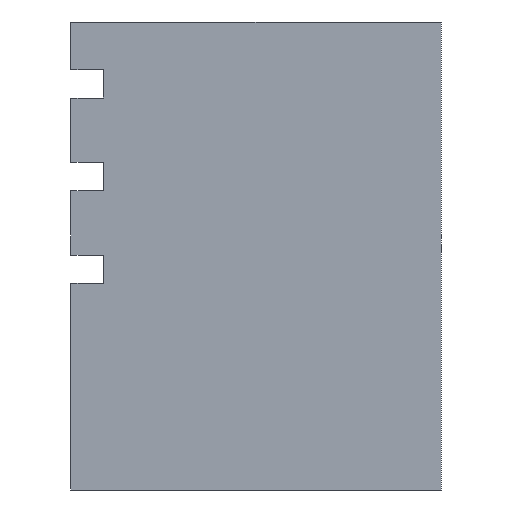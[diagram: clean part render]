
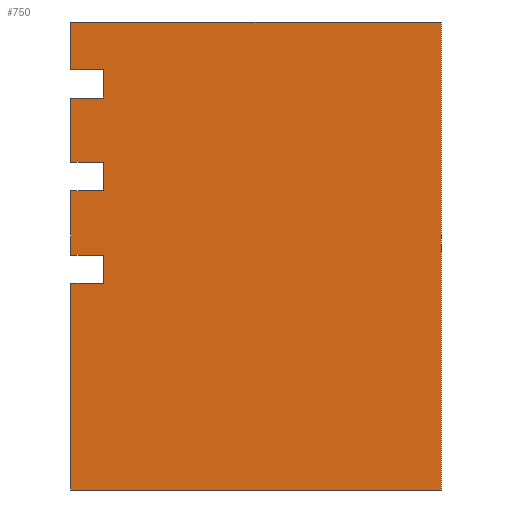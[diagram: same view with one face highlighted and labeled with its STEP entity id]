
A CAD part, front view. The second image highlights one B-rep face of the part: STEP entity #750.
In plain terms, the highlighted planar face has unit normal (0, -1, 0).
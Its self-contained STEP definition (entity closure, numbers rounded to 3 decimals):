
#52=FACE_OUTER_BOUND('',#94,.T.);
#94=EDGE_LOOP('',(#632,#633,#634,#635,#636,#637,#638,#639,#640,#641,#642,
#643,#644,#645,#646,#647));
#171=LINE('',#1150,#273);
#173=LINE('',#1155,#275);
#176=LINE('',#1161,#278);
#179=LINE('',#1166,#281);
#181=LINE('',#1171,#283);
#184=LINE('',#1177,#286);
#187=LINE('',#1182,#289);
#189=LINE('',#1184,#291);
#192=LINE('',#1187,#294);
#193=LINE('',#1190,#295);
#195=LINE('',#1193,#297);
#196=LINE('',#1194,#298);
#197=LINE('',#1196,#299);
#198=LINE('',#1198,#300);
#199=LINE('',#1200,#301);
#200=LINE('',#1201,#302);
#273=VECTOR('',#939,10.);
#275=VECTOR('',#943,10.);
#278=VECTOR('',#948,10.);
#281=VECTOR('',#953,10.);
#283=VECTOR('',#957,10.);
#286=VECTOR('',#962,10.);
#289=VECTOR('',#967,10.);
#291=VECTOR('',#969,10.);
#294=VECTOR('',#972,10.);
#295=VECTOR('',#975,10.);
#297=VECTOR('',#979,10.);
#298=VECTOR('',#980,10.);
#299=VECTOR('',#981,10.);
#300=VECTOR('',#982,10.);
#301=VECTOR('',#983,10.);
#302=VECTOR('',#984,10.);
#358=VERTEX_POINT('',#1147);
#359=VERTEX_POINT('',#1149);
#360=VERTEX_POINT('',#1153);
#361=VERTEX_POINT('',#1154);
#362=VERTEX_POINT('',#1159);
#363=VERTEX_POINT('',#1160);
#364=VERTEX_POINT('',#1165);
#365=VERTEX_POINT('',#1169);
#366=VERTEX_POINT('',#1170);
#367=VERTEX_POINT('',#1175);
#368=VERTEX_POINT('',#1176);
#369=VERTEX_POINT('',#1181);
#370=VERTEX_POINT('',#1189);
#371=VERTEX_POINT('',#1195);
#372=VERTEX_POINT('',#1197);
#373=VERTEX_POINT('',#1199);
#443=EDGE_CURVE('',#358,#359,#171,.T.);
#445=EDGE_CURVE('',#360,#361,#173,.T.);
#448=EDGE_CURVE('',#362,#363,#176,.T.);
#451=EDGE_CURVE('',#364,#359,#179,.T.);
#453=EDGE_CURVE('',#365,#366,#181,.T.);
#456=EDGE_CURVE('',#367,#368,#184,.T.);
#459=EDGE_CURVE('',#369,#367,#187,.T.);
#461=EDGE_CURVE('',#361,#362,#189,.T.);
#464=EDGE_CURVE('',#366,#364,#192,.T.);
#465=EDGE_CURVE('',#370,#369,#193,.T.);
#467=EDGE_CURVE('',#370,#363,#195,.T.);
#468=EDGE_CURVE('',#365,#368,#196,.T.);
#469=EDGE_CURVE('',#371,#358,#197,.T.);
#470=EDGE_CURVE('',#372,#371,#198,.T.);
#471=EDGE_CURVE('',#373,#372,#199,.T.);
#472=EDGE_CURVE('',#360,#373,#200,.T.);
#632=ORIENTED_EDGE('',*,*,#445,.T.);
#633=ORIENTED_EDGE('',*,*,#461,.T.);
#634=ORIENTED_EDGE('',*,*,#448,.T.);
#635=ORIENTED_EDGE('',*,*,#467,.F.);
#636=ORIENTED_EDGE('',*,*,#465,.T.);
#637=ORIENTED_EDGE('',*,*,#459,.T.);
#638=ORIENTED_EDGE('',*,*,#456,.T.);
#639=ORIENTED_EDGE('',*,*,#468,.F.);
#640=ORIENTED_EDGE('',*,*,#453,.T.);
#641=ORIENTED_EDGE('',*,*,#464,.T.);
#642=ORIENTED_EDGE('',*,*,#451,.T.);
#643=ORIENTED_EDGE('',*,*,#443,.F.);
#644=ORIENTED_EDGE('',*,*,#469,.F.);
#645=ORIENTED_EDGE('',*,*,#470,.F.);
#646=ORIENTED_EDGE('',*,*,#471,.F.);
#647=ORIENTED_EDGE('',*,*,#472,.F.);
#711=PLANE('',#812);
#750=ADVANCED_FACE('',(#52),#711,.F.);
#812=AXIS2_PLACEMENT_3D('',#1192,#977,#978);
#939=DIRECTION('',(0.,0.,1.));
#943=DIRECTION('',(1.,0.,0.));
#948=DIRECTION('',(-1.,0.,0.));
#953=DIRECTION('',(-1.,0.,0.));
#957=DIRECTION('',(1.,0.,0.));
#962=DIRECTION('',(-1.,0.,0.));
#967=DIRECTION('',(0.,0.,-1.));
#969=DIRECTION('',(0.,0.,-1.));
#972=DIRECTION('',(0.,0.,-1.));
#975=DIRECTION('',(1.,0.,0.));
#977=DIRECTION('center_axis',(0.,1.,0.));
#978=DIRECTION('ref_axis',(0.,0.,1.));
#979=DIRECTION('',(0.,0.,1.));
#980=DIRECTION('',(0.,0.,1.));
#981=DIRECTION('',(-1.,0.,0.));
#982=DIRECTION('',(0.,0.,-1.));
#983=DIRECTION('',(1.,0.,0.));
#984=DIRECTION('',(0.,0.,1.));
#1147=CARTESIAN_POINT('',(-78.5,0.,-105.6));
#1149=CARTESIAN_POINT('',(-78.5,0.,-12.4));
#1150=CARTESIAN_POINT('',(-78.5,0.,-95.6));
#1153=CARTESIAN_POINT('',(-78.5,0.,84.1));
#1154=CARTESIAN_POINT('',(-64.,0.,84.1));
#1155=CARTESIAN_POINT('',(-33.,0.,84.1));
#1159=CARTESIAN_POINT('',(-64.,0.,71.3));
#1160=CARTESIAN_POINT('',(-78.5,0.,71.3));
#1161=CARTESIAN_POINT('',(-40.25,0.,71.3));
#1165=CARTESIAN_POINT('',(-64.,0.,-12.4));
#1166=CARTESIAN_POINT('',(-40.25,0.,-12.4));
#1169=CARTESIAN_POINT('',(-78.5,0.,0.4));
#1170=CARTESIAN_POINT('',(-64.,0.,0.4));
#1171=CARTESIAN_POINT('',(-33.,0.,0.4));
#1175=CARTESIAN_POINT('',(-64.,0.,29.45));
#1176=CARTESIAN_POINT('',(-78.5,0.,29.45));
#1177=CARTESIAN_POINT('',(-40.25,0.,29.45));
#1181=CARTESIAN_POINT('',(-64.,0.,42.25));
#1182=CARTESIAN_POINT('',(-64.,0.,14.725));
#1184=CARTESIAN_POINT('',(-64.,0.,35.65));
#1187=CARTESIAN_POINT('',(-64.,0.,-6.2));
#1189=CARTESIAN_POINT('',(-78.5,0.,42.25));
#1190=CARTESIAN_POINT('',(-33.,0.,42.25));
#1192=CARTESIAN_POINT('Origin',(-2.,0.,0.));
#1193=CARTESIAN_POINT('',(-78.5,0.,-95.6));
#1194=CARTESIAN_POINT('',(-78.5,0.,-95.6));
#1195=CARTESIAN_POINT('',(88.5,0.,-105.6));
#1196=CARTESIAN_POINT('',(88.5,0.,-105.6));
#1197=CARTESIAN_POINT('',(88.5,0.,105.6));
#1198=CARTESIAN_POINT('',(88.5,0.,105.6));
#1199=CARTESIAN_POINT('',(-78.5,0.,105.6));
#1200=CARTESIAN_POINT('',(-78.5,0.,105.6));
#1201=CARTESIAN_POINT('',(-78.5,0.,-95.6));
